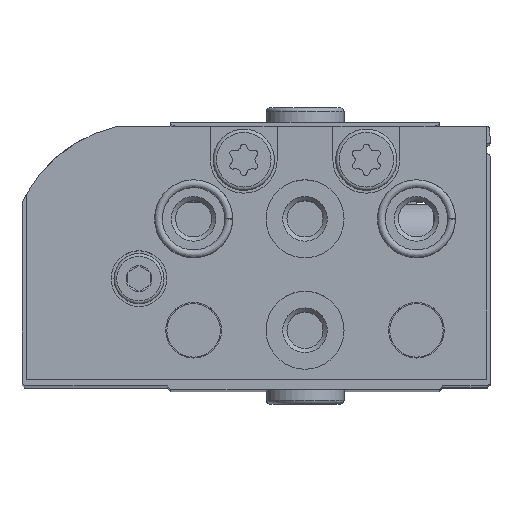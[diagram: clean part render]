
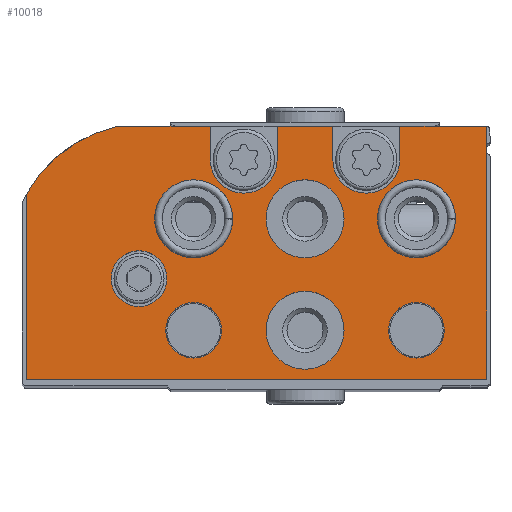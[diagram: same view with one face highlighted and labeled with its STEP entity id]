
A CAD part, top view. The second image highlights one B-rep face of the part: STEP entity #10018.
In plain terms, the highlighted face is planar.
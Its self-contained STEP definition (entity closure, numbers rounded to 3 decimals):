
#1031=LINE('',#17249,#1800);
#1035=LINE('',#17257,#1804);
#1039=LINE('',#17263,#1808);
#1042=LINE('',#17283,#1811);
#1043=LINE('',#17287,#1812);
#1044=LINE('',#17290,#1813);
#1045=LINE('',#17292,#1814);
#1046=LINE('',#17294,#1815);
#1047=LINE('',#17295,#1816);
#1048=LINE('',#17299,#1817);
#1800=VECTOR('',#13990,1000.);
#1804=VECTOR('',#13994,1000.);
#1808=VECTOR('',#13998,1000.);
#1811=VECTOR('',#14017,1000.);
#1812=VECTOR('',#14020,1000.);
#1813=VECTOR('',#14023,1000.);
#1814=VECTOR('',#14024,1000.);
#1815=VECTOR('',#14025,1000.);
#1816=VECTOR('',#14026,1000.);
#1817=VECTOR('',#14029,1000.);
#3848=ORIENTED_EDGE('',*,*,#5686,.T.);
#3849=ORIENTED_EDGE('',*,*,#5687,.T.);
#3850=ORIENTED_EDGE('',*,*,#5688,.T.);
#3851=ORIENTED_EDGE('',*,*,#5689,.T.);
#3852=ORIENTED_EDGE('',*,*,#5690,.T.);
#3853=ORIENTED_EDGE('',*,*,#5691,.T.);
#3854=ORIENTED_EDGE('',*,*,#5692,.T.);
#3855=ORIENTED_EDGE('',*,*,#5693,.T.);
#3856=ORIENTED_EDGE('',*,*,#5694,.T.);
#3857=ORIENTED_EDGE('',*,*,#5695,.T.);
#3858=ORIENTED_EDGE('',*,*,#5683,.F.);
#3859=ORIENTED_EDGE('',*,*,#5696,.F.);
#3860=ORIENTED_EDGE('',*,*,#5697,.F.);
#3861=ORIENTED_EDGE('',*,*,#5698,.F.);
#3862=ORIENTED_EDGE('',*,*,#5699,.F.);
#3863=ORIENTED_EDGE('',*,*,#5679,.F.);
#3864=ORIENTED_EDGE('',*,*,#5700,.T.);
#3865=ORIENTED_EDGE('',*,*,#5701,.T.);
#3866=ORIENTED_EDGE('',*,*,#5702,.T.);
#3867=ORIENTED_EDGE('',*,*,#5675,.F.);
#5675=EDGE_CURVE('',#6778,#6779,#1031,.T.);
#5679=EDGE_CURVE('',#6782,#6783,#1035,.T.);
#5683=EDGE_CURVE('',#6784,#6785,#1039,.T.);
#5686=EDGE_CURVE('',#6787,#6787,#7381,.T.);
#5687=EDGE_CURVE('',#6788,#6788,#7382,.T.);
#5688=EDGE_CURVE('',#6789,#6789,#7383,.T.);
#5689=EDGE_CURVE('',#6790,#6790,#7384,.T.);
#5690=EDGE_CURVE('',#6791,#6791,#7385,.T.);
#5691=EDGE_CURVE('',#6792,#6792,#7386,.T.);
#5692=EDGE_CURVE('',#6793,#6793,#7387,.T.);
#5693=EDGE_CURVE('',#6778,#6794,#1042,.T.);
#5694=EDGE_CURVE('',#6794,#6795,#7388,.T.);
#5695=EDGE_CURVE('',#6795,#6785,#1043,.T.);
#5696=EDGE_CURVE('',#6796,#6784,#7389,.T.);
#5697=EDGE_CURVE('',#6797,#6796,#1044,.T.);
#5698=EDGE_CURVE('',#6798,#6797,#1045,.T.);
#5699=EDGE_CURVE('',#6783,#6798,#1046,.T.);
#5700=EDGE_CURVE('',#6782,#6799,#1047,.T.);
#5701=EDGE_CURVE('',#6799,#6800,#7390,.T.);
#5702=EDGE_CURVE('',#6800,#6779,#1048,.T.);
#6778=VERTEX_POINT('',#17248);
#6779=VERTEX_POINT('',#17250);
#6782=VERTEX_POINT('',#17256);
#6783=VERTEX_POINT('',#17258);
#6784=VERTEX_POINT('',#17262);
#6785=VERTEX_POINT('',#17264);
#6787=VERTEX_POINT('',#17270);
#6788=VERTEX_POINT('',#17272);
#6789=VERTEX_POINT('',#17274);
#6790=VERTEX_POINT('',#17276);
#6791=VERTEX_POINT('',#17278);
#6792=VERTEX_POINT('',#17280);
#6793=VERTEX_POINT('',#17282);
#6794=VERTEX_POINT('',#17284);
#6795=VERTEX_POINT('',#17286);
#6796=VERTEX_POINT('',#17289);
#6797=VERTEX_POINT('',#17291);
#6798=VERTEX_POINT('',#17293);
#6799=VERTEX_POINT('',#17296);
#6800=VERTEX_POINT('',#17298);
#7381=CIRCLE('',#11514,2.5);
#7382=CIRCLE('',#11515,3.5);
#7383=CIRCLE('',#11516,3.5);
#7384=CIRCLE('',#11517,3.5);
#7385=CIRCLE('',#11518,3.5);
#7386=CIRCLE('',#11519,2.5);
#7387=CIRCLE('',#11520,2.5);
#7388=CIRCLE('',#11521,3.);
#7389=CIRCLE('',#11522,12.5);
#7390=CIRCLE('',#11523,3.);
#8116=EDGE_LOOP('',(#3848));
#8117=EDGE_LOOP('',(#3849));
#8118=EDGE_LOOP('',(#3850));
#8119=EDGE_LOOP('',(#3851));
#8120=EDGE_LOOP('',(#3852));
#8121=EDGE_LOOP('',(#3853));
#8122=EDGE_LOOP('',(#3854));
#8123=EDGE_LOOP('',(#3855,#3856,#3857,#3858,#3859,#3860,#3861,#3862,#3863,
#3864,#3865,#3866,#3867));
#8996=FACE_BOUND('',#8116,.T.);
#8997=FACE_BOUND('',#8117,.T.);
#8998=FACE_BOUND('',#8118,.T.);
#8999=FACE_BOUND('',#8119,.T.);
#9000=FACE_BOUND('',#8120,.T.);
#9001=FACE_BOUND('',#8121,.T.);
#9002=FACE_BOUND('',#8122,.T.);
#9003=FACE_BOUND('',#8123,.T.);
#9537=PLANE('',#11513);
#10018=ADVANCED_FACE('',(#8996,#8997,#8998,#8999,#9000,#9001,#9002,#9003),
#9537,.F.);
#11513=AXIS2_PLACEMENT_3D('',#17268,#14001,#14002);
#11514=AXIS2_PLACEMENT_3D('',#17269,#14003,#14004);
#11515=AXIS2_PLACEMENT_3D('',#17271,#14005,#14006);
#11516=AXIS2_PLACEMENT_3D('',#17273,#14007,#14008);
#11517=AXIS2_PLACEMENT_3D('',#17275,#14009,#14010);
#11518=AXIS2_PLACEMENT_3D('',#17277,#14011,#14012);
#11519=AXIS2_PLACEMENT_3D('',#17279,#14013,#14014);
#11520=AXIS2_PLACEMENT_3D('',#17281,#14015,#14016);
#11521=AXIS2_PLACEMENT_3D('',#17285,#14018,#14019);
#11522=AXIS2_PLACEMENT_3D('',#17288,#14021,#14022);
#11523=AXIS2_PLACEMENT_3D('',#17297,#14027,#14028);
#13990=DIRECTION('',(-1.,0.,0.));
#13994=DIRECTION('',(-1.,0.,0.));
#13998=DIRECTION('',(-1.,0.,0.));
#14001=DIRECTION('',(0.,0.,1.));
#14002=DIRECTION('',(1.,0.,0.));
#14003=DIRECTION('',(0.,0.,1.));
#14004=DIRECTION('',(1.,0.,0.));
#14005=DIRECTION('',(0.,0.,1.));
#14006=DIRECTION('',(1.,0.,0.));
#14007=DIRECTION('',(0.,0.,1.));
#14008=DIRECTION('',(1.,0.,0.));
#14009=DIRECTION('',(0.,0.,1.));
#14010=DIRECTION('',(1.,0.,0.));
#14011=DIRECTION('',(0.,0.,1.));
#14012=DIRECTION('',(1.,0.,0.));
#14013=DIRECTION('',(0.,0.,1.));
#14014=DIRECTION('',(1.,0.,0.));
#14015=DIRECTION('',(0.,0.,1.));
#14016=DIRECTION('',(1.,0.,0.));
#14017=DIRECTION('',(0.,-1.,0.));
#14018=DIRECTION('',(0.,0.,1.));
#14019=DIRECTION('',(1.,0.,0.));
#14020=DIRECTION('',(0.,1.,0.));
#14021=DIRECTION('',(0.,0.,1.));
#14022=DIRECTION('',(1.,0.,0.));
#14023=DIRECTION('',(0.,1.,0.));
#14024=DIRECTION('',(1.,0.,0.));
#14025=DIRECTION('',(0.,-1.,0.));
#14026=DIRECTION('',(0.,-1.,0.));
#14027=DIRECTION('',(0.,0.,1.));
#14028=DIRECTION('',(1.,0.,0.));
#14029=DIRECTION('',(0.,1.,0.));
#17248=CARTESIAN_POINT('',(18.8,22.7,0.));
#17249=CARTESIAN_POINT('',(33.122,22.7,0.));
#17250=CARTESIAN_POINT('',(13.8,22.7,0.));
#17256=CARTESIAN_POINT('',(7.8,22.7,0.));
#17257=CARTESIAN_POINT('',(33.122,22.7,0.));
#17258=CARTESIAN_POINT('',(0.,22.7,0.));
#17262=CARTESIAN_POINT('',(33.122,22.7,0.));
#17263=CARTESIAN_POINT('',(33.122,22.7,0.));
#17264=CARTESIAN_POINT('',(24.8,22.7,0.));
#17268=CARTESIAN_POINT('',(30.4,10.5,0.));
#17269=CARTESIAN_POINT('',(31.2,9.03,0.));
#17270=CARTESIAN_POINT('',(33.7,9.03,0.));
#17271=CARTESIAN_POINT('',(26.3,14.4,0.));
#17272=CARTESIAN_POINT('',(29.8,14.4,0.));
#17273=CARTESIAN_POINT('',(16.3,14.4,0.));
#17274=CARTESIAN_POINT('',(19.8,14.4,0.));
#17275=CARTESIAN_POINT('',(6.3,14.4,0.));
#17276=CARTESIAN_POINT('',(9.8,14.4,0.));
#17277=CARTESIAN_POINT('',(16.3,4.4,0.));
#17278=CARTESIAN_POINT('',(19.8,4.4,0.));
#17279=CARTESIAN_POINT('',(26.3,4.4,0.));
#17280=CARTESIAN_POINT('',(28.8,4.4,0.));
#17281=CARTESIAN_POINT('',(6.3,4.4,0.));
#17282=CARTESIAN_POINT('',(8.8,4.4,0.));
#17283=CARTESIAN_POINT('',(18.8,22.7,0.));
#17284=CARTESIAN_POINT('',(18.8,19.7,0.));
#17285=CARTESIAN_POINT('',(21.8,19.7,0.));
#17286=CARTESIAN_POINT('',(24.8,19.7,0.));
#17287=CARTESIAN_POINT('',(24.8,19.7,0.));
#17288=CARTESIAN_POINT('',(30.4,10.5,0.));
#17289=CARTESIAN_POINT('',(41.3,16.619,0.));
#17290=CARTESIAN_POINT('',(41.3,0.,0.));
#17291=CARTESIAN_POINT('',(41.3,0.,0.));
#17292=CARTESIAN_POINT('',(0.,0.,0.));
#17293=CARTESIAN_POINT('',(0.,0.,0.));
#17294=CARTESIAN_POINT('',(0.,22.7,0.));
#17295=CARTESIAN_POINT('',(7.8,22.7,0.));
#17296=CARTESIAN_POINT('',(7.8,19.7,0.));
#17297=CARTESIAN_POINT('',(10.8,19.7,0.));
#17298=CARTESIAN_POINT('',(13.8,19.7,0.));
#17299=CARTESIAN_POINT('',(13.8,19.7,0.));
